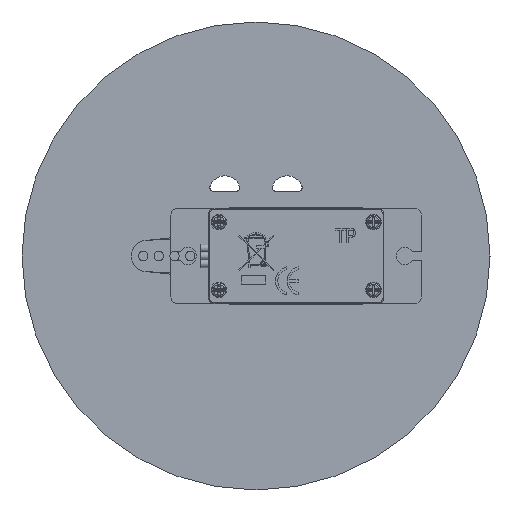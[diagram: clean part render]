
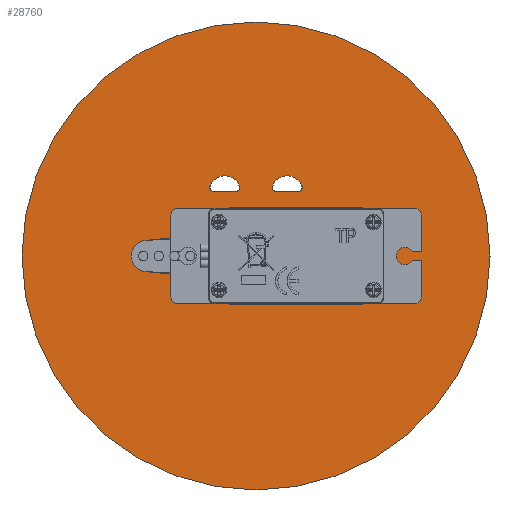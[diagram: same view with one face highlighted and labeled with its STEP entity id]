
A CAD part, front view. The second image highlights one B-rep face of the part: STEP entity #28760.
In plain terms, the highlighted face is planar.
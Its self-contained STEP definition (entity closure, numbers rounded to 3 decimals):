
#962=FACE_BOUND('',#4826,.T.);
#963=FACE_BOUND('',#4827,.T.);
#964=FACE_BOUND('',#4828,.T.);
#1972=PLANE('',#31073);
#3281=FACE_OUTER_BOUND('',#4825,.T.);
#4825=EDGE_LOOP('',(#26850));
#4826=EDGE_LOOP('',(#26851,#26852,#26853,#26854));
#4827=EDGE_LOOP('',(#26855,#26856,#26857,#26858));
#4828=EDGE_LOOP('',(#26859,#26860,#26861,#26862,#26863,#26864,#26865,#26866));
#7535=LINE('',#54829,#10236);
#7536=LINE('',#54837,#10237);
#7537=LINE('',#54845,#10238);
#7538=LINE('',#54849,#10239);
#7539=LINE('',#54853,#10240);
#7540=LINE('',#54857,#10241);
#10236=VECTOR('',#38208,1000.);
#10237=VECTOR('',#38215,1000.);
#10238=VECTOR('',#38222,1000.);
#10239=VECTOR('',#38225,1000.);
#10240=VECTOR('',#38228,1000.);
#10241=VECTOR('',#38231,1000.);
#11156=CIRCLE('',#31071,30.);
#11158=CIRCLE('',#31074,0.5);
#11159=CIRCLE('',#31075,1.999);
#11160=CIRCLE('',#31076,0.5);
#11161=CIRCLE('',#31077,0.5);
#11162=CIRCLE('',#31078,1.999);
#11163=CIRCLE('',#31079,0.5);
#11164=CIRCLE('',#31080,2.);
#11165=CIRCLE('',#31081,3.45);
#11166=CIRCLE('',#31082,2.);
#11167=CIRCLE('',#31083,3.45);
#14228=VERTEX_POINT('',#54821);
#14230=VERTEX_POINT('',#54827);
#14231=VERTEX_POINT('',#54828);
#14232=VERTEX_POINT('',#54830);
#14233=VERTEX_POINT('',#54832);
#14234=VERTEX_POINT('',#54835);
#14235=VERTEX_POINT('',#54836);
#14236=VERTEX_POINT('',#54838);
#14237=VERTEX_POINT('',#54840);
#14238=VERTEX_POINT('',#54843);
#14239=VERTEX_POINT('',#54844);
#14240=VERTEX_POINT('',#54846);
#14241=VERTEX_POINT('',#54848);
#14242=VERTEX_POINT('',#54850);
#14243=VERTEX_POINT('',#54852);
#14244=VERTEX_POINT('',#54854);
#14245=VERTEX_POINT('',#54856);
#18443=EDGE_CURVE('',#14228,#14228,#11156,.T.);
#18446=EDGE_CURVE('',#14230,#14231,#7535,.T.);
#18447=EDGE_CURVE('',#14231,#14232,#11158,.F.);
#18448=EDGE_CURVE('',#14232,#14233,#11159,.F.);
#18449=EDGE_CURVE('',#14233,#14230,#11160,.F.);
#18450=EDGE_CURVE('',#14234,#14235,#7536,.T.);
#18451=EDGE_CURVE('',#14234,#14236,#11161,.F.);
#18452=EDGE_CURVE('',#14237,#14236,#11162,.T.);
#18453=EDGE_CURVE('',#14237,#14235,#11163,.F.);
#18454=EDGE_CURVE('',#14238,#14239,#7537,.T.);
#18455=EDGE_CURVE('',#14239,#14240,#11164,.F.);
#18456=EDGE_CURVE('',#14240,#14241,#7538,.T.);
#18457=EDGE_CURVE('',#14241,#14242,#11165,.F.);
#18458=EDGE_CURVE('',#14242,#14243,#7539,.T.);
#18459=EDGE_CURVE('',#14243,#14244,#11166,.F.);
#18460=EDGE_CURVE('',#14244,#14245,#7540,.T.);
#18461=EDGE_CURVE('',#14245,#14238,#11167,.F.);
#26850=ORIENTED_EDGE('',*,*,#18443,.T.);
#26851=ORIENTED_EDGE('',*,*,#18446,.T.);
#26852=ORIENTED_EDGE('',*,*,#18447,.T.);
#26853=ORIENTED_EDGE('',*,*,#18448,.T.);
#26854=ORIENTED_EDGE('',*,*,#18449,.T.);
#26855=ORIENTED_EDGE('',*,*,#18450,.F.);
#26856=ORIENTED_EDGE('',*,*,#18451,.T.);
#26857=ORIENTED_EDGE('',*,*,#18452,.F.);
#26858=ORIENTED_EDGE('',*,*,#18453,.T.);
#26859=ORIENTED_EDGE('',*,*,#18454,.T.);
#26860=ORIENTED_EDGE('',*,*,#18455,.T.);
#26861=ORIENTED_EDGE('',*,*,#18456,.T.);
#26862=ORIENTED_EDGE('',*,*,#18457,.T.);
#26863=ORIENTED_EDGE('',*,*,#18458,.T.);
#26864=ORIENTED_EDGE('',*,*,#18459,.T.);
#26865=ORIENTED_EDGE('',*,*,#18460,.T.);
#26866=ORIENTED_EDGE('',*,*,#18461,.T.);
#28760=ADVANCED_FACE('',(#3281,#962,#963,#964),#1972,.T.);
#31071=AXIS2_PLACEMENT_3D('',#54822,#38201,#38202);
#31073=AXIS2_PLACEMENT_3D('',#54826,#38206,#38207);
#31074=AXIS2_PLACEMENT_3D('',#54831,#38209,#38210);
#31075=AXIS2_PLACEMENT_3D('',#54833,#38211,#38212);
#31076=AXIS2_PLACEMENT_3D('',#54834,#38213,#38214);
#31077=AXIS2_PLACEMENT_3D('',#54839,#38216,#38217);
#31078=AXIS2_PLACEMENT_3D('',#54841,#38218,#38219);
#31079=AXIS2_PLACEMENT_3D('',#54842,#38220,#38221);
#31080=AXIS2_PLACEMENT_3D('',#54847,#38223,#38224);
#31081=AXIS2_PLACEMENT_3D('',#54851,#38226,#38227);
#31082=AXIS2_PLACEMENT_3D('',#54855,#38229,#38230);
#31083=AXIS2_PLACEMENT_3D('',#54858,#38232,#38233);
#38201=DIRECTION('center_axis',(0.,0.,-1.));
#38202=DIRECTION('ref_axis',(1.,0.,0.));
#38206=DIRECTION('center_axis',(0.,0.,-1.));
#38207=DIRECTION('ref_axis',(-1.,0.,0.));
#38208=DIRECTION('',(1.,0.,0.));
#38209=DIRECTION('center_axis',(0.,0.,-1.));
#38210=DIRECTION('ref_axis',(-1.,0.,0.));
#38211=DIRECTION('center_axis',(0.,0.,-1.));
#38212=DIRECTION('ref_axis',(-1.,0.,0.));
#38213=DIRECTION('center_axis',(0.,0.,-1.));
#38214=DIRECTION('ref_axis',(-1.,0.,0.));
#38215=DIRECTION('',(-1.,0.,0.));
#38216=DIRECTION('center_axis',(0.,0.,-1.));
#38217=DIRECTION('ref_axis',(-1.,0.,0.));
#38218=DIRECTION('center_axis',(0.,0.,-1.));
#38219=DIRECTION('ref_axis',(-1.,0.,0.));
#38220=DIRECTION('center_axis',(0.,0.,-1.));
#38221=DIRECTION('ref_axis',(-1.,0.,0.));
#38222=DIRECTION('',(0.995,0.104,0.));
#38223=DIRECTION('center_axis',(0.,0.,-1.));
#38224=DIRECTION('ref_axis',(-1.,0.,0.));
#38225=DIRECTION('',(-0.995,0.104,0.));
#38226=DIRECTION('center_axis',(0.,0.,-1.));
#38227=DIRECTION('ref_axis',(-1.,0.,0.));
#38228=DIRECTION('',(-0.995,-0.104,0.));
#38229=DIRECTION('center_axis',(0.,0.,-1.));
#38230=DIRECTION('ref_axis',(-1.,0.,0.));
#38231=DIRECTION('',(0.995,-0.104,0.));
#38232=DIRECTION('center_axis',(0.,0.,-1.));
#38233=DIRECTION('ref_axis',(-1.,0.,0.));
#54821=CARTESIAN_POINT('',(30.,0.,-2.5));
#54822=CARTESIAN_POINT('Origin',(0.,0.,-2.5));
#54826=CARTESIAN_POINT('Origin',(0.,0.,-2.5));
#54827=CARTESIAN_POINT('',(2.587,8.277,-2.5));
#54828=CARTESIAN_POINT('',(5.413,8.277,-2.5));
#54829=CARTESIAN_POINT('',(0.,8.277,-2.5));
#54830=CARTESIAN_POINT('',(5.885,8.944,-2.5));
#54831=CARTESIAN_POINT('Origin',(5.413,8.777,-2.5));
#54832=CARTESIAN_POINT('',(2.115,8.944,-2.5));
#54833=CARTESIAN_POINT('Origin',(4.,8.277,-2.5));
#54834=CARTESIAN_POINT('Origin',(2.587,8.777,-2.5));
#54835=CARTESIAN_POINT('',(-2.587,8.277,-2.5));
#54836=CARTESIAN_POINT('',(-5.413,8.277,-2.5));
#54837=CARTESIAN_POINT('',(0.,8.277,-2.5));
#54838=CARTESIAN_POINT('',(-2.115,8.944,-2.5));
#54839=CARTESIAN_POINT('Origin',(-2.587,8.777,-2.5));
#54840=CARTESIAN_POINT('',(-5.885,8.944,-2.5));
#54841=CARTESIAN_POINT('Origin',(-4.,8.277,-2.5));
#54842=CARTESIAN_POINT('Origin',(-5.413,8.777,-2.5));
#54843=CARTESIAN_POINT('',(0.357,-3.431,-2.5));
#54844=CARTESIAN_POINT('',(14.207,-1.989,-2.5));
#54845=CARTESIAN_POINT('',(0.357,-3.431,-2.5));
#54846=CARTESIAN_POINT('',(14.207,1.989,-2.5));
#54847=CARTESIAN_POINT('Origin',(14.,0.,-2.5));
#54848=CARTESIAN_POINT('',(0.357,3.431,-2.5));
#54849=CARTESIAN_POINT('',(0.357,3.431,-2.5));
#54850=CARTESIAN_POINT('',(-0.357,3.431,-2.5));
#54851=CARTESIAN_POINT('Origin',(0.,0.,-2.5));
#54852=CARTESIAN_POINT('',(-14.207,1.989,-2.5));
#54853=CARTESIAN_POINT('',(-0.357,3.431,-2.5));
#54854=CARTESIAN_POINT('',(-14.207,-1.989,-2.5));
#54855=CARTESIAN_POINT('Origin',(-14.,0.,-2.5));
#54856=CARTESIAN_POINT('',(-0.357,-3.431,-2.5));
#54857=CARTESIAN_POINT('',(-0.357,-3.431,-2.5));
#54858=CARTESIAN_POINT('Origin',(0.,0.,-2.5));
